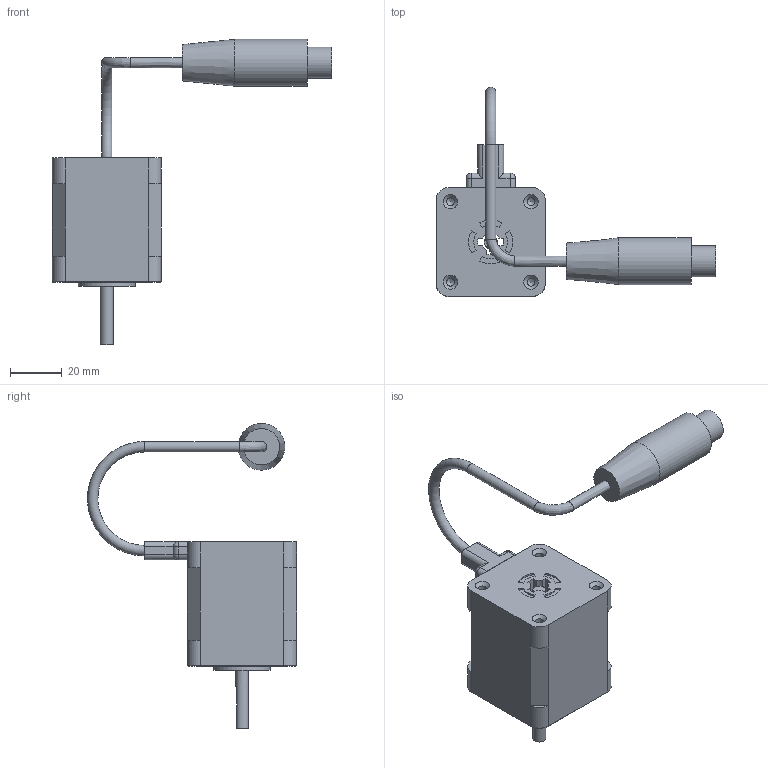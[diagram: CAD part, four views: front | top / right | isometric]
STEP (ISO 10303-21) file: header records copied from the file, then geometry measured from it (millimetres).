
FILE_DESCRIPTION((''),'2;1');
FILE_NAME('AS-1020-0000.stp','2006-06-22T10:36:10',('ChristianKreuzer'),(''),'Autodesk Inventor 10','Autodesk Inventor 10','');
FILE_SCHEMA(('AUTOMOTIVE_DESIGN { 1 0 10303 214 1 1 1 1 }'));
Length unit declared in the file: millimetre
Products named in the file (1): AS-1020-0000
Bounding box: 107.66 x 80.49 x 117.5 mm (x, y, z)
Volume: 96621.7 mm3; surface area: 20082.8 mm2
Topology: 2 solids, 2 shells, 171 faces, 403 edges, 235 vertices
Faces by surface type: plane 78, cylinder 60, bspline 23, cone 5, sphere 4, torus 1
Full cylindrical faces by diameter (mm): 4 x1, 5 x1, 12 x1, 18 x1, 22 x1
Entity records: 5422 total; most frequent: CARTESIAN_POINT 1737, DIRECTION 792, ORIENTED_EDGE 704, EDGE_CURVE 352, AXIS2_PLACEMENT_3D 297, VERTEX_POINT 216, EDGE_LOOP 212, VECTOR 198
